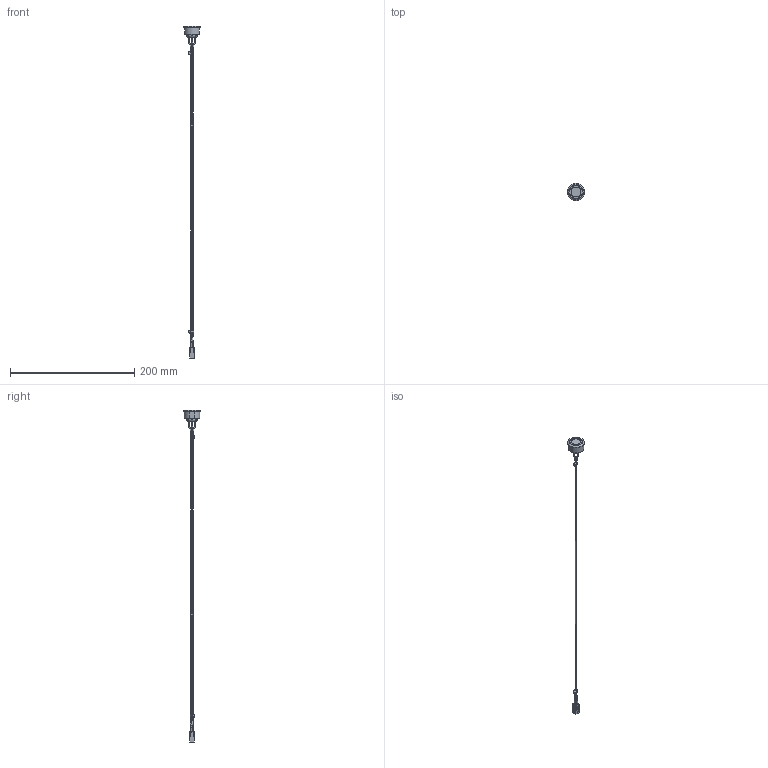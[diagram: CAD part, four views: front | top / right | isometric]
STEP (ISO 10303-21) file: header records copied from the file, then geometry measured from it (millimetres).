
FILE_DESCRIPTION(/* description */ (''),/* implementation_level */ '2;1');
FILE_NAME(/* name */ 'SV8FR3SS-3xx.stp',/* time_stamp */ '2025-10-06T08:05:23-05:00',/* author */ ('mroman'),/* organization */ (''),/* preprocessor_version */ 'ST-DEVELOPER v18.1',/* originating_system */ 'Autodesk Inventor 2022',/* authorisation */ '');
FILE_SCHEMA (('AUTOMOTIVE_DESIGN { 1 0 10303 214 3 1 1 }'));
Length unit declared in the file: inch
Products named in the file (1): SV8FR3SS-3xx
Bounding box: 28 x 28 x 535.05 mm (x, y, z)
Volume: 12001 mm3; surface area: 14707 mm2
Topology: 4 solids, 4 shells, 524 faces, 1371 edges, 878 vertices
Faces by surface type: plane 347, cylinder 103, torus 32, cone 18, sphere 16, bspline 8
Full cylindrical faces by diameter (mm): 1.56 x18, 1.76 x8, 12.2 x1, 14.2 x1, 15.4 x1, 15.5 x1, 17.4 x1, 23.5 x1, 28 x1
Entity records: 16321 total; most frequent: CARTESIAN_POINT 3061, DIRECTION 2785, ORIENTED_EDGE 2742, EDGE_CURVE 1371, LINE 961, VECTOR 961, AXIS2_PLACEMENT_3D 912, VERTEX_POINT 878
